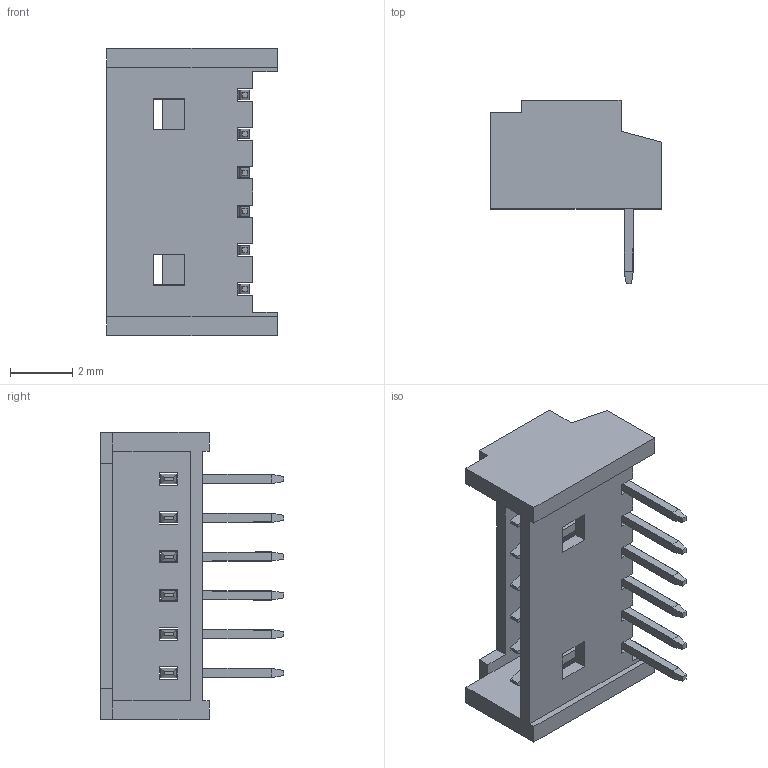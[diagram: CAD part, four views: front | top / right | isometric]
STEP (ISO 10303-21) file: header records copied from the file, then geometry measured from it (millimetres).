
FILE_DESCRIPTION (( 'STEP AP214' ), '1' );
FILE_NAME ('User Library-53048-0610.STEP', '2019-08-30T10:25:54', ( '' ), ( '' ), 'SwSTEP 2.0', 'SolidWorks 2019', '' );
FILE_SCHEMA (( 'AUTOMOTIVE_DESIGN' ));
Length unit declared in the file: millimetre
Products named in the file (1): User Library-53048-0610
Bounding box: 5.5 x 5.9 x 9.25 mm (x, y, z)
Volume: 72.2 mm3; surface area: 302.8 mm2
Topology: 7 solids, 7 shells, 218 faces, 604 edges, 394 vertices
Faces by surface type: plane 182, cylinder 36
Entity records: 9322 total; most frequent: CARTESIAN_POINT 1361, ORIENTED_EDGE 1208, DIRECTION 1018, EDGE_CURVE 604, LINE 532, VECTOR 532, VERTEX_POINT 394, AXIS2_PLACEMENT_3D 243
